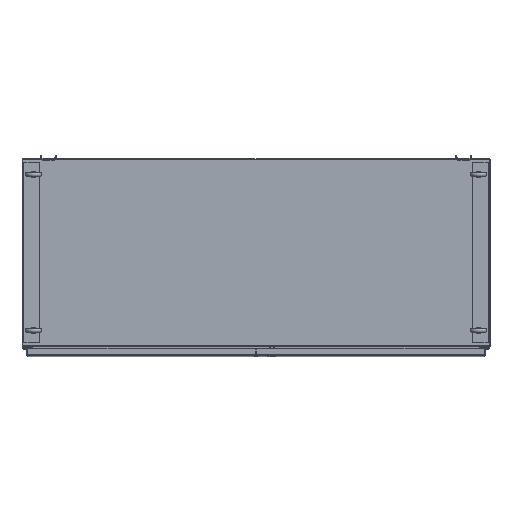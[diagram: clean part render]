
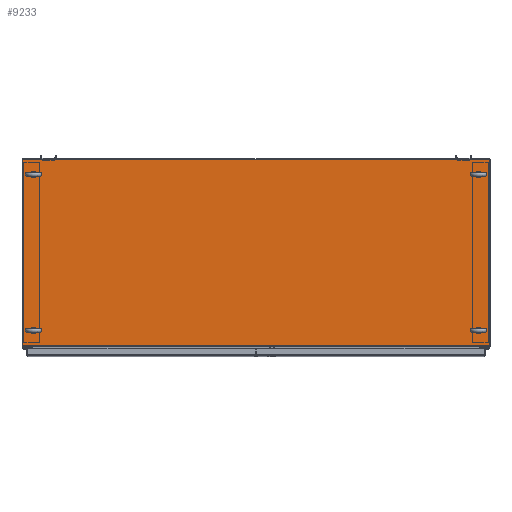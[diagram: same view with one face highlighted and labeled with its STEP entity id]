
A CAD part, top view. The second image highlights one B-rep face of the part: STEP entity #9233.
In plain terms, the highlighted planar face has unit normal (0, 0, 1).
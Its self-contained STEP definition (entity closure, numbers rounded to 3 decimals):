
#9233 = ADVANCED_FACE( '', ( #18986, #18987, #18988, #18989, #18990 ), #18991, .T. );
#18986 = FACE_BOUND( '', #38294, .T. );
#18987 = FACE_BOUND( '', #38295, .T. );
#18988 = FACE_BOUND( '', #38296, .T. );
#18989 = FACE_BOUND( '', #38297, .T. );
#18990 = FACE_OUTER_BOUND( '', #38298, .T. );
#18991 = PLANE( '', #38299 );
#38294 = EDGE_LOOP( '', ( #69736 ) );
#38295 = EDGE_LOOP( '', ( #69737 ) );
#38296 = EDGE_LOOP( '', ( #69738 ) );
#38297 = EDGE_LOOP( '', ( #69739 ) );
#38298 = EDGE_LOOP( '', ( #69740, #69741, #69742, #69743 ) );
#38299 = AXIS2_PLACEMENT_3D( '', #69744, #69745, #69746 );
#69736 = ORIENTED_EDGE( '', *, *, #81706, .T. );
#69737 = ORIENTED_EDGE( '', *, *, #81764, .T. );
#69738 = ORIENTED_EDGE( '', *, *, #81459, .T. );
#69739 = ORIENTED_EDGE( '', *, *, #79906, .T. );
#69740 = ORIENTED_EDGE( '', *, *, #78450, .T. );
#69741 = ORIENTED_EDGE( '', *, *, #77683, .T. );
#69742 = ORIENTED_EDGE( '', *, *, #82151, .T. );
#69743 = ORIENTED_EDGE( '', *, *, #74325, .T. );
#69744 = CARTESIAN_POINT( '', ( 0., 0., 0. ) );
#69745 = DIRECTION( '', ( 0., 0., 1. ) );
#69746 = DIRECTION( '', ( 1., 0., 0. ) );
#74325 = EDGE_CURVE( '', #85224, #85225, #85226, .T. );
#77683 = EDGE_CURVE( '', #90671, #90669, #90672, .T. );
#78450 = EDGE_CURVE( '', #85225, #90671, #91792, .T. );
#79906 = EDGE_CURVE( '', #93701, #93701, #93702, .T. );
#81459 = EDGE_CURVE( '', #95557, #95557, #95558, .T. );
#81706 = EDGE_CURVE( '', #95839, #95839, #95840, .T. );
#81764 = EDGE_CURVE( '', #95902, #95902, #95903, .T. );
#82151 = EDGE_CURVE( '', #90669, #85224, #96321, .T. );
#85224 = VERTEX_POINT( '', #104779 );
#85225 = VERTEX_POINT( '', #104780 );
#85226 = LINE( '', #104781, #104782 );
#90669 = VERTEX_POINT( '', #120228 );
#90671 = VERTEX_POINT( '', #120230 );
#90672 = LINE( '', #120231, #120232 );
#91792 = LINE( '', #123547, #123548 );
#93701 = VERTEX_POINT( '', #128542 );
#93702 = CIRCLE( '', #128543, 7.938 );
#95557 = VERTEX_POINT( '', #133363 );
#95558 = CIRCLE( '', #133364, 7.938 );
#95839 = VERTEX_POINT( '', #133811 );
#95840 = CIRCLE( '', #133812, 7.938 );
#95902 = VERTEX_POINT( '', #134024 );
#95903 = CIRCLE( '', #134025, 7.938 );
#96321 = LINE( '', #135015, #135016 );
#104779 = CARTESIAN_POINT( '', ( 759.333, 303.467, 0. ) );
#104780 = CARTESIAN_POINT( '', ( -759.333, 303.467, 0. ) );
#104781 = CARTESIAN_POINT( '', ( 759.333, 303.467, 0. ) );
#104782 = VECTOR( '', #136326, 1000. );
#120228 = CARTESIAN_POINT( '', ( 759.333, -299.987, 0. ) );
#120230 = CARTESIAN_POINT( '', ( -759.333, -299.987, 0. ) );
#120231 = CARTESIAN_POINT( '', ( -759.333, -299.987, 0. ) );
#120232 = VECTOR( '', #138326, 1000. );
#123547 = CARTESIAN_POINT( '', ( -759.333, 303.467, 0. ) );
#123548 = VECTOR( '', #138782, 1000. );
#128542 = CARTESIAN_POINT( '', ( -716.725, 255.334, 0. ) );
#128543 = AXIS2_PLACEMENT_3D( '', #139690, #139691, #139692 );
#133363 = CARTESIAN_POINT( '', ( 732.6, 255.334, 0. ) );
#133364 = AXIS2_PLACEMENT_3D( '', #140475, #140476, #140477 );
#133811 = CARTESIAN_POINT( '', ( -716.725, -252.667, 0. ) );
#133812 = AXIS2_PLACEMENT_3D( '', #140593, #140594, #140595 );
#134024 = CARTESIAN_POINT( '', ( 732.6, -252.667, 0. ) );
#134025 = AXIS2_PLACEMENT_3D( '', #140612, #140613, #140614 );
#135015 = CARTESIAN_POINT( '', ( 759.333, -303.467, 0. ) );
#135016 = VECTOR( '', #140750, 1000. );
#136326 = DIRECTION( '', ( -1., 0., 0. ) );
#138326 = DIRECTION( '', ( 1., 0., 0. ) );
#138782 = DIRECTION( '', ( 0., -1., 0. ) );
#139690 = CARTESIAN_POINT( '', ( -724.662, 255.334, 0. ) );
#139691 = DIRECTION( '', ( 0., 0., -1. ) );
#139692 = DIRECTION( '', ( 1., 0., 0. ) );
#140475 = CARTESIAN_POINT( '', ( 724.662, 255.334, 0. ) );
#140476 = DIRECTION( '', ( 0., 0., -1. ) );
#140477 = DIRECTION( '', ( 1., 0., 0. ) );
#140593 = CARTESIAN_POINT( '', ( -724.662, -252.667, 0. ) );
#140594 = DIRECTION( '', ( 0., 0., -1. ) );
#140595 = DIRECTION( '', ( 1., 0., 0. ) );
#140612 = CARTESIAN_POINT( '', ( 724.662, -252.667, 0. ) );
#140613 = DIRECTION( '', ( 0., 0., -1. ) );
#140614 = DIRECTION( '', ( 1., 0., 0. ) );
#140750 = DIRECTION( '', ( 0., 1., 0. ) );
